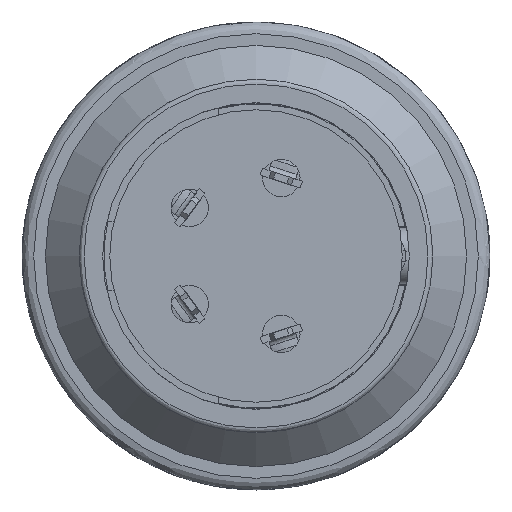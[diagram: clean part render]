
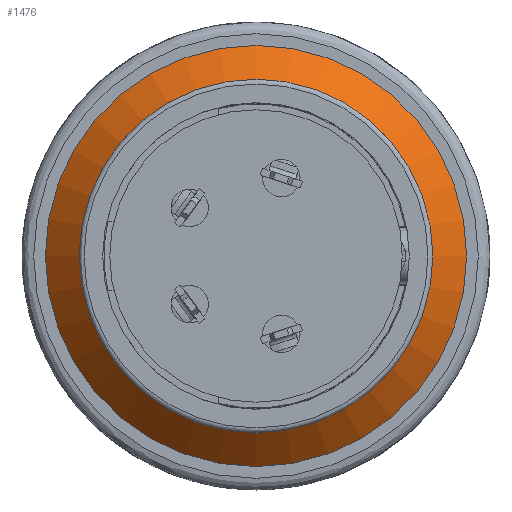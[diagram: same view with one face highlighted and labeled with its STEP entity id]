
A CAD part, left-side view. The second image highlights one B-rep face of the part: STEP entity #1476.
In plain terms, the highlighted conical face has half-angle 45 degrees and reference radius 7.55 mm.
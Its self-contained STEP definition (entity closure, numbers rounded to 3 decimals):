
#959=CONICAL_SURFACE('',#7853,7.55,45.);
#995=FACE_BOUND('',#2382,.T.);
#996=FACE_BOUND('',#2383,.T.);
#1476=ADVANCED_FACE('',(#995,#996),#959,.T.);
#2382=EDGE_LOOP('',(#4199));
#2383=EDGE_LOOP('',(#4200));
#4199=ORIENTED_EDGE('',*,*,#6780,.T.);
#4200=ORIENTED_EDGE('',*,*,#6781,.F.);
#6092=VERTEX_POINT('',#11629);
#6093=VERTEX_POINT('',#11632);
#6780=EDGE_CURVE('',#6092,#6092,#7668,.T.);
#6781=EDGE_CURVE('',#6093,#6093,#7669,.T.);
#7668=CIRCLE('',#7850,7.55);
#7669=CIRCLE('',#7852,9.);
#7850=AXIS2_PLACEMENT_3D('',#11628,#8396,#8397);
#7852=AXIS2_PLACEMENT_3D('',#11631,#8400,#8401);
#7853=AXIS2_PLACEMENT_3D('',#11633,#8402,#8403);
#8396=DIRECTION('',(1.,0.,0.));
#8397=DIRECTION('',(0.,-1.,0.));
#8400=DIRECTION('',(1.,0.,0.));
#8401=DIRECTION('',(0.,-1.,0.));
#8402=DIRECTION('',(1.,0.,0.));
#8403=DIRECTION('',(0.,-1.,0.));
#11628=CARTESIAN_POINT('',(-1.45,0.,0.));
#11629=CARTESIAN_POINT('',(-1.45,-7.55,0.));
#11631=CARTESIAN_POINT('',(0.,0.,0.));
#11632=CARTESIAN_POINT('',(0.,-9.,0.));
#11633=CARTESIAN_POINT('',(-1.45,0.,0.));
